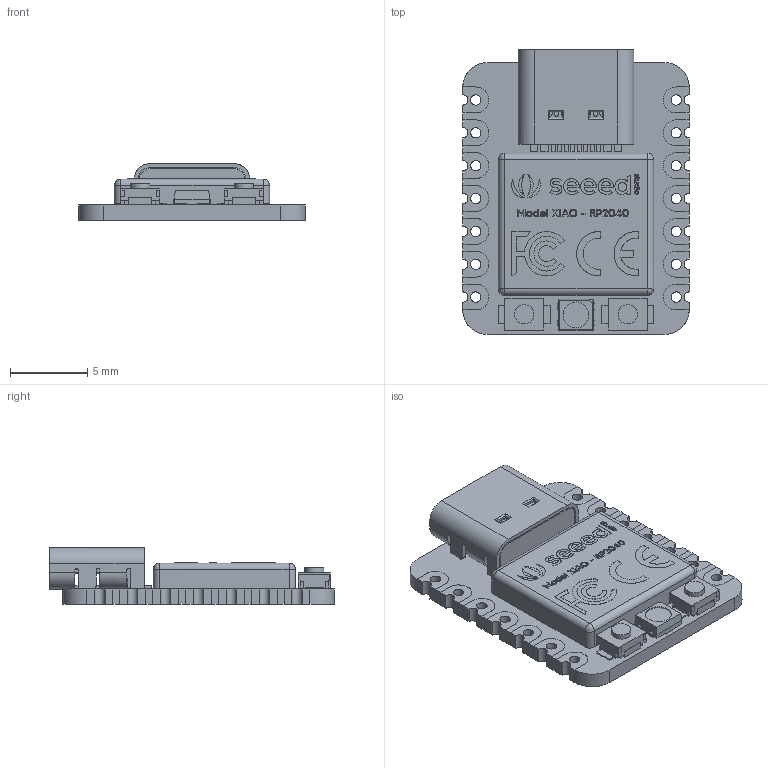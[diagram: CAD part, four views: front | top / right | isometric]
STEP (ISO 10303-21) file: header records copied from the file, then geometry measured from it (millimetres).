
FILE_DESCRIPTION(('FreeCAD Model'),'2;1');
FILE_NAME('Open CASCADE Shape Model','2025-04-30T09:01:03',('FreeCAD'),( 'FreeCAD'),'Open CASCADE STEP processor 7.6','FreeCAD','Unknown');
FILE_SCHEMA(('AUTOMOTIVE_DESIGN { 1 0 10303 214 1 1 1 1 }'));
Length unit declared in the file: millimetre
Products named in the file (1): Open CASCADE STEP translator 7.6 1
Bounding box: 14.61 x 18.36 x 3.68 mm (x, y, z)
Volume: 480.8 mm3; surface area: 1438.4 mm2
Topology: 83 solids, 83 shells, 1237 faces, 3124 edges, 2044 vertices
Faces by surface type: bspline 1237
Entity records: 35874 total; most frequent: CARTESIAN_POINT 16666, ORIENTED_EDGE 6232, EDGE_CURVE 3116, B_SPLINE_CURVE_WITH_KNOTS 2746, VERTEX_POINT 2044, FACE_BOUND 1310, EDGE_LOOP 1310, ADVANCED_FACE 1237
